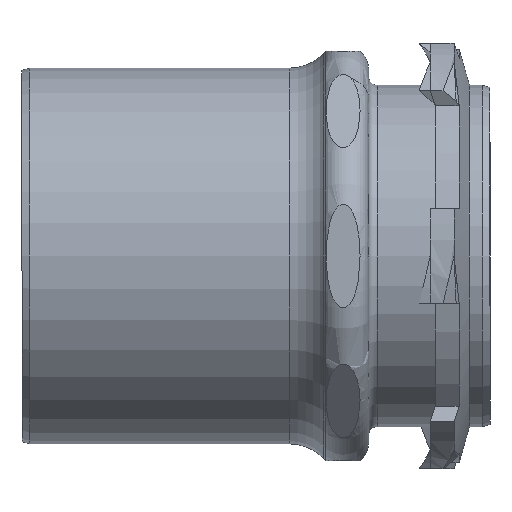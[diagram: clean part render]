
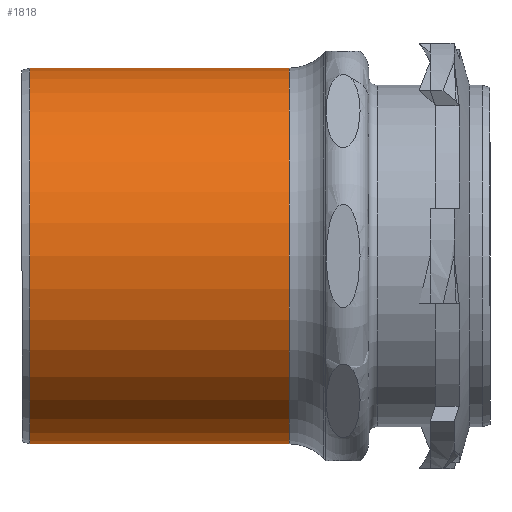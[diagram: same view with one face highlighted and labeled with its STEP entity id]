
A CAD part, front view. The second image highlights one B-rep face of the part: STEP entity #1818.
In plain terms, the highlighted cylindrical face has radius 22 mm (diameter 44 mm), a full revolution.
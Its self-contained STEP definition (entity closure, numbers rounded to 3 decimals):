
#41=CYLINDRICAL_SURFACE('',#2010,22.);
#132=B_SPLINE_CURVE_WITH_KNOTS('',3,(#3487,#3488,#3489,#3490,#3491,#3492,
#3493,#3494,#3495,#3496,#3497,#3498,#3499,#3500,#3501,#3502),
 .UNSPECIFIED.,.T.,.F.,(4,1,1,1,1,1,1,1,1,1,1,1,1,4),(-2.417,
-2.244,-2.071,-1.899,-1.726,
-1.381,-1.266,-1.036,-0.921,
-0.69,-0.518,-0.345,-0.173,
0.),.UNSPECIFIED.);
#133=B_SPLINE_CURVE_WITH_KNOTS('',3,(#3504,#3505,#3506,#3507,#3508,#3509,
#3510,#3511,#3512,#3513,#3514,#3515,#3516,#3517,#3518,#3519),
 .UNSPECIFIED.,.T.,.F.,(4,1,1,1,1,1,1,1,1,1,1,1,1,4),(-2.417,
-2.244,-2.071,-1.899,-1.726,
-1.554,-1.381,-1.151,-1.036,
-0.69,-0.518,-0.345,-0.173,
0.),.UNSPECIFIED.);
#211=LINE('',#3482,#261);
#261=VECTOR('',#2350,22.);
#418=FACE_BOUND('',#616,.T.);
#419=FACE_BOUND('',#617,.T.);
#493=FACE_OUTER_BOUND('',#615,.T.);
#615=EDGE_LOOP('',(#1540,#1541,#1542,#1543,#1544,#1545));
#616=EDGE_LOOP('',(#1546));
#617=EDGE_LOOP('',(#1547));
#745=CIRCLE('',#2011,22.);
#746=CIRCLE('',#2012,22.);
#747=CIRCLE('',#2013,22.);
#748=CIRCLE('',#2014,22.);
#903=VERTEX_POINT('',#3477);
#904=VERTEX_POINT('',#3478);
#905=VERTEX_POINT('',#3481);
#906=VERTEX_POINT('',#3483);
#907=VERTEX_POINT('',#3486);
#908=VERTEX_POINT('',#3503);
#1128=EDGE_CURVE('',#903,#904,#745,.T.);
#1129=EDGE_CURVE('',#904,#903,#746,.T.);
#1130=EDGE_CURVE('',#904,#905,#211,.T.);
#1131=EDGE_CURVE('',#905,#906,#747,.T.);
#1132=EDGE_CURVE('',#906,#905,#748,.T.);
#1133=EDGE_CURVE('',#907,#907,#132,.T.);
#1134=EDGE_CURVE('',#908,#908,#133,.T.);
#1540=ORIENTED_EDGE('',*,*,#1128,.F.);
#1541=ORIENTED_EDGE('',*,*,#1129,.F.);
#1542=ORIENTED_EDGE('',*,*,#1130,.T.);
#1543=ORIENTED_EDGE('',*,*,#1131,.T.);
#1544=ORIENTED_EDGE('',*,*,#1132,.T.);
#1545=ORIENTED_EDGE('',*,*,#1130,.F.);
#1546=ORIENTED_EDGE('',*,*,#1133,.F.);
#1547=ORIENTED_EDGE('',*,*,#1134,.F.);
#1818=ADVANCED_FACE('',(#493,#418,#419),#41,.T.);
#2010=AXIS2_PLACEMENT_3D('',#3476,#2344,#2345);
#2011=AXIS2_PLACEMENT_3D('',#3479,#2346,#2347);
#2012=AXIS2_PLACEMENT_3D('',#3480,#2348,#2349);
#2013=AXIS2_PLACEMENT_3D('',#3484,#2351,#2352);
#2014=AXIS2_PLACEMENT_3D('',#3485,#2353,#2354);
#2344=DIRECTION('center_axis',(-1.,0.,0.));
#2345=DIRECTION('ref_axis',(0.,1.,0.));
#2346=DIRECTION('center_axis',(-1.,0.,0.));
#2347=DIRECTION('ref_axis',(0.,-1.,0.));
#2348=DIRECTION('center_axis',(-1.,0.,0.));
#2349=DIRECTION('ref_axis',(0.,-1.,0.));
#2350=DIRECTION('',(1.,0.,0.));
#2351=DIRECTION('center_axis',(-1.,0.,0.));
#2352=DIRECTION('ref_axis',(0.,0.,
1.));
#2353=DIRECTION('center_axis',(-1.,0.,0.));
#2354=DIRECTION('ref_axis',(0.,0.,
1.));
#3476=CARTESIAN_POINT('Origin',(-24.95,0.,0.));
#3477=CARTESIAN_POINT('',(-39.667,22.,0.));
#3478=CARTESIAN_POINT('',(-39.667,-22.,0.));
#3479=CARTESIAN_POINT('Origin',(-39.667,0.,
0.));
#3480=CARTESIAN_POINT('Origin',(-39.667,0.,
0.));
#3481=CARTESIAN_POINT('',(-9.3,-22.,0.));
#3482=CARTESIAN_POINT('',(-24.95,-22.,0.));
#3483=CARTESIAN_POINT('',(-9.3,0.,-22.));
#3484=CARTESIAN_POINT('Origin',(-9.3,0.,0.));
#3485=CARTESIAN_POINT('Origin',(-9.3,0.,0.));
#3486=CARTESIAN_POINT('',(-31.4,21.474,4.783));
#3487=CARTESIAN_POINT('Ctrl Pts',(-31.4,21.474,4.783));
#3488=CARTESIAN_POINT('Ctrl Pts',(-30.65,21.474,4.783));
#3489=CARTESIAN_POINT('Ctrl Pts',(-29.152,21.551,4.454));
#3490=CARTESIAN_POINT('Ctrl Pts',(-27.358,21.806,3.083));
#3491=CARTESIAN_POINT('Ctrl Pts',(-26.361,22.008,1.108));
#3492=CARTESIAN_POINT('Ctrl Pts',(-26.347,22.011,-1.856));
#3493=CARTESIAN_POINT('Ctrl Pts',(-28.224,21.629,-4.088));
#3494=CARTESIAN_POINT('Ctrl Pts',(-31.126,21.437,-4.943));
#3495=CARTESIAN_POINT('Ctrl Pts',(-33.191,21.509,-4.647));
#3496=CARTESIAN_POINT('Ctrl Pts',(-35.269,21.771,-3.288));
#3497=CARTESIAN_POINT('Ctrl Pts',(-36.443,22.009,-1.354));
#3498=CARTESIAN_POINT('Ctrl Pts',(-36.44,22.008,1.107));
#3499=CARTESIAN_POINT('Ctrl Pts',(-35.44,21.805,3.084));
#3500=CARTESIAN_POINT('Ctrl Pts',(-33.649,21.551,4.453));
#3501=CARTESIAN_POINT('Ctrl Pts',(-32.15,21.474,4.783));
#3502=CARTESIAN_POINT('Ctrl Pts',(-31.4,21.474,4.783));
#3503=CARTESIAN_POINT('',(-15.4,21.474,4.783));
#3504=CARTESIAN_POINT('Ctrl Pts',(-15.4,21.474,4.783));
#3505=CARTESIAN_POINT('Ctrl Pts',(-14.65,21.474,4.783));
#3506=CARTESIAN_POINT('Ctrl Pts',(-13.151,21.551,4.453));
#3507=CARTESIAN_POINT('Ctrl Pts',(-11.36,21.806,3.085));
#3508=CARTESIAN_POINT('Ctrl Pts',(-10.359,22.008,1.106));
#3509=CARTESIAN_POINT('Ctrl Pts',(-10.359,22.007,-1.107));
#3510=CARTESIAN_POINT('Ctrl Pts',(-11.36,21.807,-3.083));
#3511=CARTESIAN_POINT('Ctrl Pts',(-13.35,21.52,-4.61));
#3512=CARTESIAN_POINT('Ctrl Pts',(-15.674,21.435,-4.945));
#3513=CARTESIAN_POINT('Ctrl Pts',(-18.581,21.631,-4.094));
#3514=CARTESIAN_POINT('Ctrl Pts',(-20.449,22.01,-1.853));
#3515=CARTESIAN_POINT('Ctrl Pts',(-20.437,22.007,1.11));
#3516=CARTESIAN_POINT('Ctrl Pts',(-19.441,21.806,3.084));
#3517=CARTESIAN_POINT('Ctrl Pts',(-17.648,21.551,4.454));
#3518=CARTESIAN_POINT('Ctrl Pts',(-16.15,21.474,4.783));
#3519=CARTESIAN_POINT('Ctrl Pts',(-15.4,21.474,4.783));
